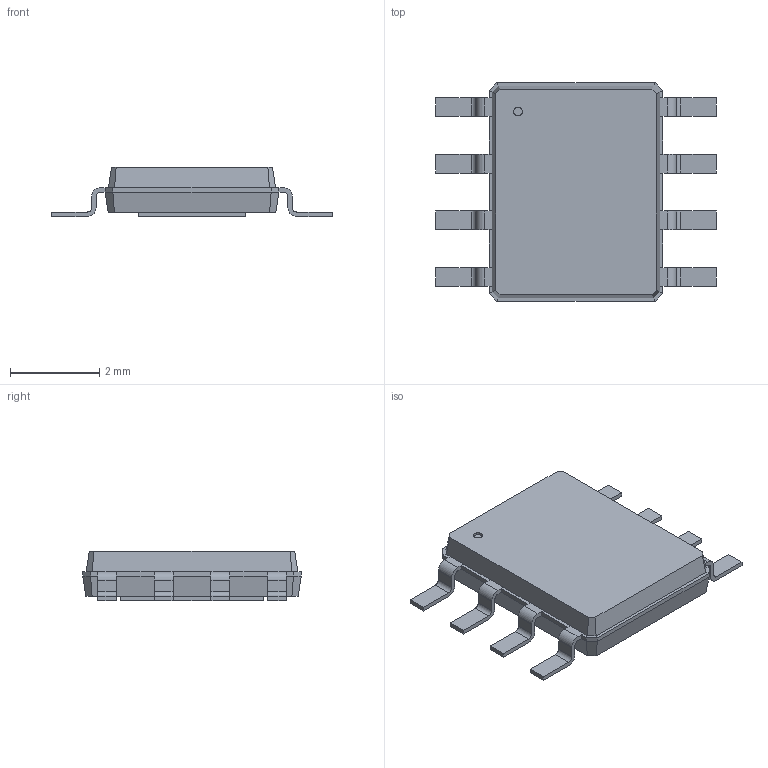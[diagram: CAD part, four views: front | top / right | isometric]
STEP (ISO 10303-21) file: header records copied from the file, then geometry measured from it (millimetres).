
FILE_DESCRIPTION(/* description */ ('model of HTSOP-8-1EP_3.9x4.9mm_P1.27mm_EP2.4x3.2mm'),/* implementation_level */ '2;1');
FILE_NAME(/* name */ 'HTSOP-8-1EP_3.9x4.9mm_P1.27mm_EP2.4x3.2mm.step',/* time_stamp */ '2018-11-03T20:25:39',/* author */ ('kicad StepUp','ksu'),/* organization */ ('FreeCAD'),/* preprocessor_version */ 'OCC',/* originating_system */ 'kicad StepUp',/* authorisation */ '');
FILE_SCHEMA(('AUTOMOTIVE_DESIGN { 1 0 10303 214 1 1 1 1 }'));
Length unit declared in the file: millimetre
Products named in the file (1): HTSOP_8_1EP_39x49mm_P127mm_EP24x32mm
Bounding box: 6.3 x 4.9 x 1.1 mm (x, y, z)
Volume: 19.2 mm3; surface area: 67.3 mm2
Topology: 1 solids, 1 shells, 161 faces, 415 edges, 258 vertices
Faces by surface type: plane 96, cylinder 33, bspline 32
Full cylindrical faces by diameter (mm): 0.2 x1
Entity records: 3143 total; most frequent: ORIENTED_EDGE 720, EDGE_CURVE 415, CARTESIAN_POINT 341, LINE 261, VERTEX_POINT 258, AXIS2_PLACEMENT_3D 175, FACE_BOUND 163, EDGE_LOOP 163
